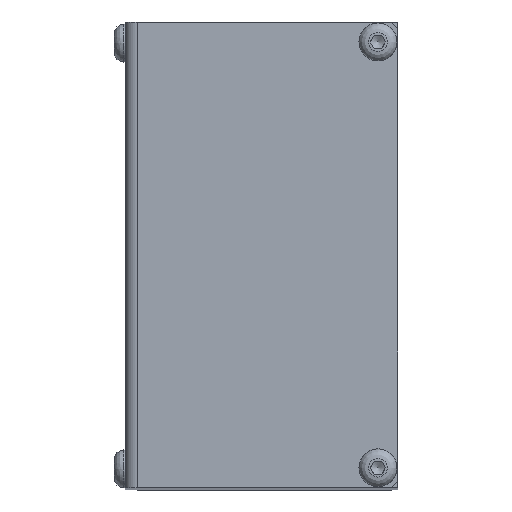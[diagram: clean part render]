
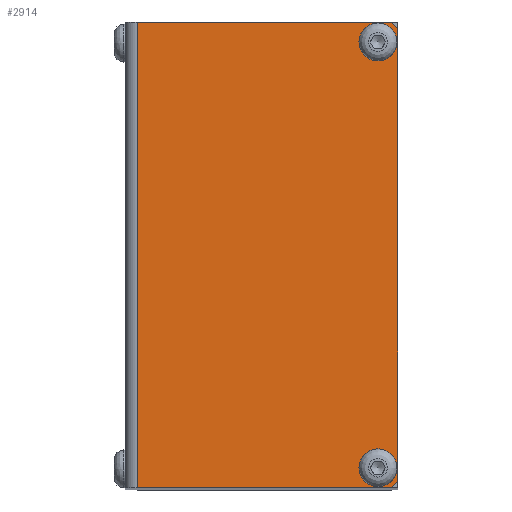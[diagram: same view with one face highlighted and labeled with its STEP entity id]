
A CAD part, top view. The second image highlights one B-rep face of the part: STEP entity #2914.
In plain terms, the highlighted planar face has unit normal (0, 0, 1).
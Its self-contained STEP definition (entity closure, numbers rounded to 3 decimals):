
#61=LINE('',#4568,#247);
#65=LINE('',#4577,#251);
#81=LINE('',#4613,#267);
#87=LINE('',#4628,#273);
#88=LINE('',#4629,#274);
#89=LINE('',#4630,#275);
#247=VECTOR('',#3613,1.414);
#251=VECTOR('',#3619,1.414);
#267=VECTOR('',#3643,70.);
#273=VECTOR('',#3663,68.);
#274=VECTOR('',#3664,38.2);
#275=VECTOR('',#3665,38.2);
#511=PLANE('',#3161);
#609=FACE_BOUND('',#956,.T.);
#610=FACE_BOUND('',#957,.T.);
#736=FACE_OUTER_BOUND('',#955,.T.);
#955=EDGE_LOOP('',(#2121,#2122,#2123,#2124,#2125,#2126));
#956=EDGE_LOOP('',(#2127));
#957=EDGE_LOOP('',(#2128));
#1176=CIRCLE('',#3138,2.85);
#1181=CIRCLE('',#3162,2.85);
#1336=VERTEX_POINT('',#4499);
#1355=VERTEX_POINT('',#4566);
#1356=VERTEX_POINT('',#4567);
#1359=VERTEX_POINT('',#4575);
#1360=VERTEX_POINT('',#4576);
#1375=VERTEX_POINT('',#4611);
#1376=VERTEX_POINT('',#4612);
#1379=VERTEX_POINT('',#4631);
#1613=EDGE_CURVE('',#1336,#1336,#1176,.T.);
#1638=EDGE_CURVE('',#1355,#1356,#61,.T.);
#1642=EDGE_CURVE('',#1359,#1360,#65,.T.);
#1658=EDGE_CURVE('',#1375,#1376,#81,.T.);
#1668=EDGE_CURVE('',#1360,#1355,#87,.T.);
#1669=EDGE_CURVE('',#1375,#1359,#88,.T.);
#1670=EDGE_CURVE('',#1356,#1376,#89,.T.);
#1671=EDGE_CURVE('',#1379,#1379,#1181,.T.);
#2121=ORIENTED_EDGE('',*,*,#1638,.F.);
#2122=ORIENTED_EDGE('',*,*,#1668,.F.);
#2123=ORIENTED_EDGE('',*,*,#1642,.F.);
#2124=ORIENTED_EDGE('',*,*,#1669,.F.);
#2125=ORIENTED_EDGE('',*,*,#1658,.T.);
#2126=ORIENTED_EDGE('',*,*,#1670,.F.);
#2127=ORIENTED_EDGE('',*,*,#1671,.T.);
#2128=ORIENTED_EDGE('',*,*,#1613,.T.);
#2914=ADVANCED_FACE('',(#736,#609,#610),#511,.T.);
#3138=AXIS2_PLACEMENT_3D('',#4500,#3571,#3572);
#3161=AXIS2_PLACEMENT_3D('',#4627,#3661,#3662);
#3162=AXIS2_PLACEMENT_3D('',#4632,#3666,#3667);
#3571=DIRECTION('center_axis',(0.,0.,
-1.));
#3572=DIRECTION('ref_axis',(0.,1.,0.));
#3613=DIRECTION('',(-0.707,-0.707,0.));
#3619=DIRECTION('',(0.707,-0.707,0.));
#3643=DIRECTION('',(0.,-1.,0.));
#3661=DIRECTION('center_axis',(0.,0.,
1.));
#3662=DIRECTION('ref_axis',(1.,0.,0.));
#3663=DIRECTION('',(0.,-1.,0.));
#3664=DIRECTION('',(1.,0.,0.));
#3665=DIRECTION('',(-1.,0.,0.));
#3666=DIRECTION('center_axis',(0.,0.,
-1.));
#3667=DIRECTION('ref_axis',(0.,1.,0.));
#4499=CARTESIAN_POINT('',(38.,5.85,190.));
#4500=CARTESIAN_POINT('Origin',(38.,3.,190.));
#4566=CARTESIAN_POINT('',(41.,1.,190.));
#4567=CARTESIAN_POINT('',(40.,0.,190.));
#4568=CARTESIAN_POINT('',(44.159,4.159,190.));
#4575=CARTESIAN_POINT('',(40.,70.,190.));
#4576=CARTESIAN_POINT('',(41.,69.,190.));
#4577=CARTESIAN_POINT('',(44.159,65.841,190.));
#4611=CARTESIAN_POINT('',(1.8,70.,190.));
#4612=CARTESIAN_POINT('',(1.8,0.,190.));
#4613=CARTESIAN_POINT('',(1.8,35.,190.));
#4627=CARTESIAN_POINT('Origin',(20.635,35.,190.));
#4628=CARTESIAN_POINT('',(41.,70.,190.));
#4629=CARTESIAN_POINT('',(1.8,70.,190.));
#4630=CARTESIAN_POINT('',(-1.259,0.,190.));
#4631=CARTESIAN_POINT('',(38.,69.85,190.));
#4632=CARTESIAN_POINT('Origin',(38.,67.,190.));
